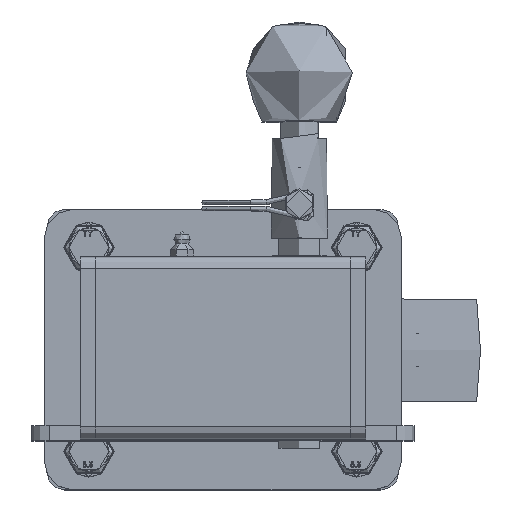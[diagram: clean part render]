
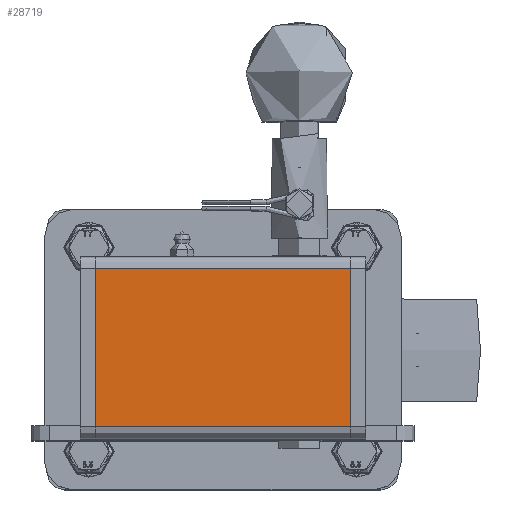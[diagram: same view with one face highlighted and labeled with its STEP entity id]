
A CAD part, top view. The second image highlights one B-rep face of the part: STEP entity #28719.
In plain terms, the highlighted planar face has unit normal (0, 0, 1).
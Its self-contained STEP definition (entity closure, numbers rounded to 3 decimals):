
#4406=FACE_OUTER_BOUND('',#6208,.T.);
#6208=EDGE_LOOP('',(#19637,#19638,#19639,#19640));
#8230=LINE('',#41752,#10257);
#8232=LINE('',#41761,#10259);
#8270=LINE('',#41864,#10297);
#8285=LINE('',#41892,#10312);
#10257=VECTOR('',#34082,1000.);
#10259=VECTOR('',#34090,1000.);
#10297=VECTOR('',#34192,1000.);
#10312=VECTOR('',#34217,1000.);
#12283=VERTEX_POINT('',#41749);
#12284=VERTEX_POINT('',#41751);
#12287=VERTEX_POINT('',#41758);
#12288=VERTEX_POINT('',#41760);
#15080=EDGE_CURVE('',#12283,#12284,#8230,.T.);
#15084=EDGE_CURVE('',#12287,#12288,#8232,.T.);
#15135=EDGE_CURVE('',#12284,#12287,#8270,.T.);
#15150=EDGE_CURVE('',#12288,#12283,#8285,.T.);
#19637=ORIENTED_EDGE('',*,*,#15080,.F.);
#19638=ORIENTED_EDGE('',*,*,#15150,.F.);
#19639=ORIENTED_EDGE('',*,*,#15084,.F.);
#19640=ORIENTED_EDGE('',*,*,#15135,.F.);
#28011=PLANE('',#31169);
#28719=ADVANCED_FACE('',(#4406),#28011,.T.);
#31169=AXIS2_PLACEMENT_3D('',#41894,#34220,#34221);
#34082=DIRECTION('',(-1.,0.,0.));
#34090=DIRECTION('',(1.,0.,0.));
#34192=DIRECTION('',(0.,1.,0.));
#34217=DIRECTION('',(0.,-1.,0.));
#34220=DIRECTION('center_axis',(0.,0.,1.));
#34221=DIRECTION('ref_axis',(1.,0.,0.));
#41749=CARTESIAN_POINT('',(50.,-31.,410.));
#41751=CARTESIAN_POINT('',(-50.,-31.,410.));
#41752=CARTESIAN_POINT('',(0.,-31.,410.));
#41758=CARTESIAN_POINT('',(-50.,31.,410.));
#41760=CARTESIAN_POINT('',(50.,31.,410.));
#41761=CARTESIAN_POINT('',(0.,31.,410.));
#41864=CARTESIAN_POINT('',(-50.,-36.,410.));
#41892=CARTESIAN_POINT('',(50.,36.,410.));
#41894=CARTESIAN_POINT('Origin',(0.,0.,410.));
